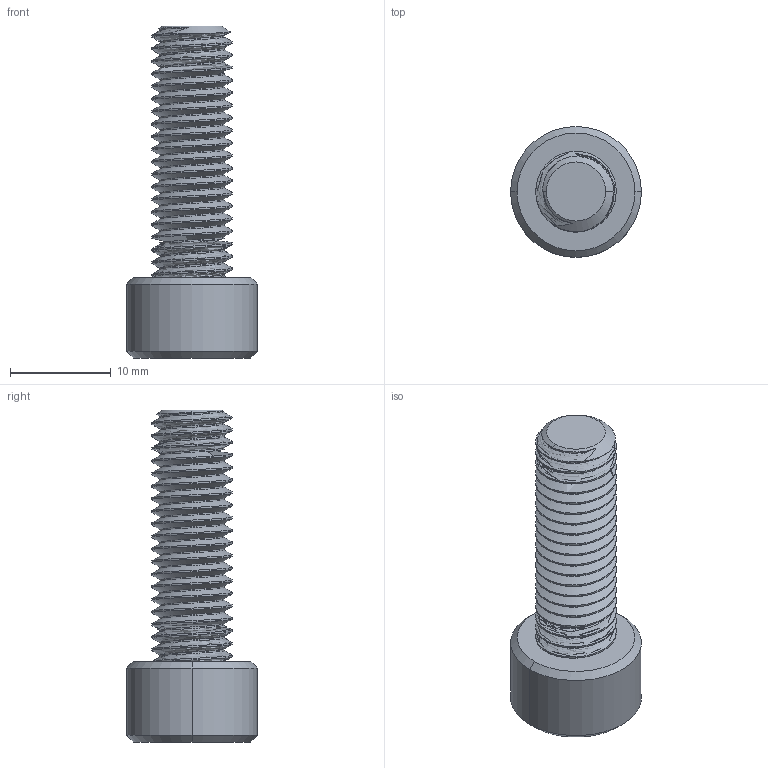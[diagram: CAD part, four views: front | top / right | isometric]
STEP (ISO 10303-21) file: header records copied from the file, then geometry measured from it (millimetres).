
FILE_DESCRIPTION (( 'STEP AP203' ), '1' );
FILE_NAME ('92290A432.step', '2008-08-25T21:12:28', ( '' ), ( '' ), 'SwSTEP 2.0', 'SolidWorks 2006233', '' );
FILE_SCHEMA (( 'CONFIG_CONTROL_DESIGN' ));
Length unit declared in the file: millimetre
Products named in the file (1): 92290A432
Bounding box: 13 x 13 x 33 mm (x, y, z)
Volume: 1920.6 mm3; surface area: 1623 mm2
Topology: 1 solids, 1 shells, 108 faces, 296 edges, 192 vertices
Faces by surface type: cylinder 83, cone 13, plane 10, bspline 2
Entity records: 5455 total; most frequent: CARTESIAN_POINT 3142, ORIENTED_EDGE 592, DIRECTION 356, EDGE_CURVE 296, VERTEX_POINT 192, AXIS2_PLACEMENT_3D 128, EDGE_LOOP 110, ADVANCED_FACE 108
